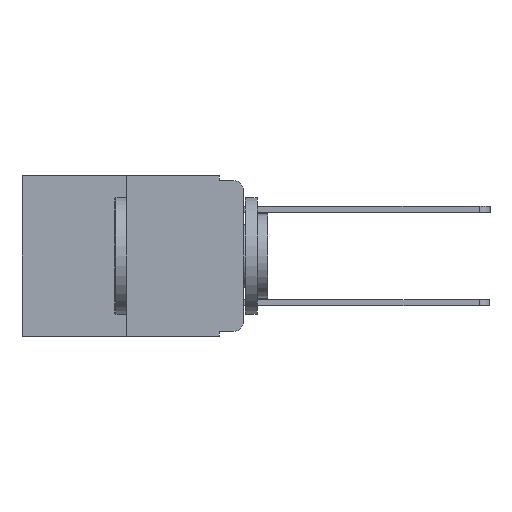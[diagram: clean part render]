
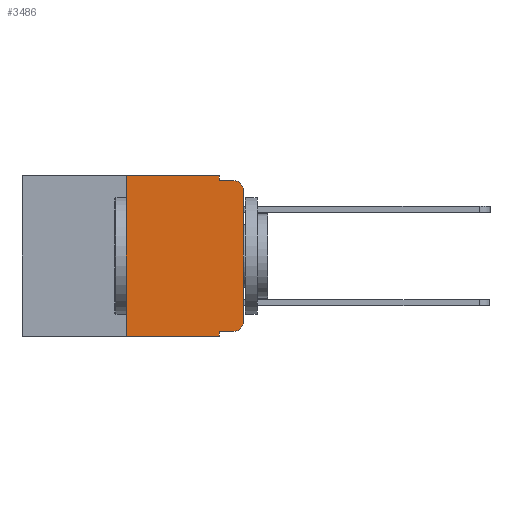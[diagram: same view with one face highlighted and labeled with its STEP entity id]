
A CAD part, left-side view. The second image highlights one B-rep face of the part: STEP entity #3486.
In plain terms, the highlighted planar face has unit normal (-1, 0, 0).
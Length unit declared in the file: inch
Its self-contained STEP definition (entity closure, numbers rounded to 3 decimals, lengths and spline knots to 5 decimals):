
#136 = ORIENTED_EDGE ( 'NONE', *, *, #4958, .T. ) ;
#301 = EDGE_LOOP ( 'NONE', ( #136, #4111, #5509, #7397, #1183, #1820, #4352, #4983, #2943, #1051 ) ) ;
#387 = EDGE_CURVE ( 'NONE', #5271, #7333, #7216, .T. ) ;
#540 = VERTEX_POINT ( 'NONE', #10989 ) ;
#607 = CIRCLE ( 'NONE', #12095, 0.02 ) ;
#1041 = EDGE_CURVE ( 'NONE', #540, #4906, #7339, .T. ) ;
#1051 = ORIENTED_EDGE ( 'NONE', *, *, #1806, .T. ) ;
#1103 = CARTESIAN_POINT ( 'NONE',  ( 0., 0.02, -0.333 ) ) ;
#1183 = ORIENTED_EDGE ( 'NONE', *, *, #12026, .F. ) ;
#1229 = DIRECTION ( 'NONE',  ( 0., 0., 1. ) ) ;
#1281 = DIRECTION ( 'NONE',  ( 0., -1., 0. ) ) ;
#1409 = VERTEX_POINT ( 'NONE', #6780 ) ;
#1791 = CARTESIAN_POINT ( 'NONE',  ( 0., 0.051, 0. ) ) ;
#1806 = EDGE_CURVE ( 'NONE', #7333, #4792, #4306, .T. ) ;
#1820 = ORIENTED_EDGE ( 'NONE', *, *, #3918, .F. ) ;
#1947 = EDGE_CURVE ( 'NONE', #2437, #1409, #12017, .T. ) ;
#2333 = DIRECTION ( 'NONE',  ( 0., 0., -1. ) ) ;
#2361 = DIRECTION ( 'NONE',  ( -1., 0., 0. ) ) ;
#2416 = CARTESIAN_POINT ( 'NONE',  ( 0., 0.02, -0.313 ) ) ;
#2437 = VERTEX_POINT ( 'NONE', #5439 ) ;
#2497 = DIRECTION ( 'NONE',  ( 0., 0., -1. ) ) ;
#2776 = DIRECTION ( 'NONE',  ( 0., 0., -1. ) ) ;
#2794 = CARTESIAN_POINT ( 'NONE',  ( 0., 0.051, -0.333 ) ) ;
#2943 = ORIENTED_EDGE ( 'NONE', *, *, #387, .T. ) ;
#3072 = CARTESIAN_POINT ( 'NONE',  ( 0., 0.473, 0. ) ) ;
#3256 = DIRECTION ( 'NONE',  ( 0., -1., 0. ) ) ;
#3276 = VECTOR ( 'NONE', #3256, 39.37008 ) ;
#3277 = VECTOR ( 'NONE', #5713, 39.37008 ) ;
#3326 = DIRECTION ( 'NONE',  ( 0., 0., -1. ) ) ;
#3364 = CARTESIAN_POINT ( 'NONE',  ( 0., 0.051, 0. ) ) ;
#3486 = ADVANCED_FACE ( 'NONE', ( #4115 ), #4657, .F. ) ;
#3792 = CARTESIAN_POINT ( 'NONE',  ( 0., 0.25, 0. ) ) ;
#3918 = EDGE_CURVE ( 'NONE', #540, #6038, #4406, .T. ) ;
#4111 = ORIENTED_EDGE ( 'NONE', *, *, #7541, .T. ) ;
#4115 = FACE_OUTER_BOUND ( 'NONE', #301, .T. ) ;
#4306 = CIRCLE ( 'NONE', #4830, 0.02 ) ;
#4339 = CARTESIAN_POINT ( 'NONE',  ( 0., 0.02, -0.03 ) ) ;
#4352 = ORIENTED_EDGE ( 'NONE', *, *, #1041, .T. ) ;
#4406 = LINE ( 'NONE', #7550, #8839 ) ;
#4478 = VECTOR ( 'NONE', #9802, 39.37008 ) ;
#4657 = PLANE ( 'NONE',  #7246 ) ;
#4750 = VECTOR ( 'NONE', #3326, 39.37008 ) ;
#4792 = VERTEX_POINT ( 'NONE', #6829 ) ;
#4830 = AXIS2_PLACEMENT_3D ( 'NONE', #2416, #2361, #2333 ) ;
#4906 = VERTEX_POINT ( 'NONE', #10953 ) ;
#4958 = EDGE_CURVE ( 'NONE', #4792, #6145, #6153, .T. ) ;
#4983 = ORIENTED_EDGE ( 'NONE', *, *, #7771, .F. ) ;
#5271 = VERTEX_POINT ( 'NONE', #11474 ) ;
#5312 = DIRECTION ( 'NONE',  ( 0., 0., -1. ) ) ;
#5316 = CARTESIAN_POINT ( 'NONE',  ( 0., 0.473, -0.343 ) ) ;
#5439 = CARTESIAN_POINT ( 'NONE',  ( 0., 0.051, 0. ) ) ;
#5509 = ORIENTED_EDGE ( 'NONE', *, *, #10362, .F. ) ;
#5644 = LINE ( 'NONE', #1791, #9960 ) ;
#5713 = DIRECTION ( 'NONE',  ( 0., 0., 1. ) ) ;
#6038 = VERTEX_POINT ( 'NONE', #3792 ) ;
#6081 = CARTESIAN_POINT ( 'NONE',  ( 0., 0., 0. ) ) ;
#6086 = VERTEX_POINT ( 'NONE', #9661 ) ;
#6145 = VERTEX_POINT ( 'NONE', #7334 ) ;
#6151 = LINE ( 'NONE', #9372, #3276 ) ;
#6153 = LINE ( 'NONE', #6081, #3277 ) ;
#6614 = LINE ( 'NONE', #7825, #11120 ) ;
#6780 = CARTESIAN_POINT ( 'NONE',  ( 0., 0.051, -0.01 ) ) ;
#6829 = CARTESIAN_POINT ( 'NONE',  ( 0., 0., -0.313 ) ) ;
#7216 = LINE ( 'NONE', #2794, #11656 ) ;
#7246 = AXIS2_PLACEMENT_3D ( 'NONE', #3072, #7929, #2497 ) ;
#7333 = VERTEX_POINT ( 'NONE', #1103 ) ;
#7334 = CARTESIAN_POINT ( 'NONE',  ( 0., 0., -0.03 ) ) ;
#7339 = LINE ( 'NONE', #5316, #4478 ) ;
#7397 = ORIENTED_EDGE ( 'NONE', *, *, #1947, .F. ) ;
#7541 = EDGE_CURVE ( 'NONE', #6145, #6086, #607, .T. ) ;
#7550 = CARTESIAN_POINT ( 'NONE',  ( 0., 0.25, 0. ) ) ;
#7771 = EDGE_CURVE ( 'NONE', #5271, #4906, #5644, .T. ) ;
#7825 = CARTESIAN_POINT ( 'NONE',  ( 0., 0.051, -0.01 ) ) ;
#7929 = DIRECTION ( 'NONE',  ( 1., 0., 0. ) ) ;
#8725 = DIRECTION ( 'NONE',  ( 0., -1., 0. ) ) ;
#8839 = VECTOR ( 'NONE', #1229, 39.37008 ) ;
#9372 = CARTESIAN_POINT ( 'NONE',  ( 0., 0.473, 0. ) ) ;
#9661 = CARTESIAN_POINT ( 'NONE',  ( 0., 0.02, -0.01 ) ) ;
#9802 = DIRECTION ( 'NONE',  ( 0., -1., 0. ) ) ;
#9960 = VECTOR ( 'NONE', #2776, 39.37008 ) ;
#10362 = EDGE_CURVE ( 'NONE', #1409, #6086, #6614, .T. ) ;
#10793 = DIRECTION ( 'NONE',  ( -1., 0., 0. ) ) ;
#10953 = CARTESIAN_POINT ( 'NONE',  ( 0., 0.051, -0.343 ) ) ;
#10989 = CARTESIAN_POINT ( 'NONE',  ( 0., 0.25, -0.343 ) ) ;
#11120 = VECTOR ( 'NONE', #8725, 39.37008 ) ;
#11474 = CARTESIAN_POINT ( 'NONE',  ( 0., 0.051, -0.333 ) ) ;
#11656 = VECTOR ( 'NONE', #1281, 39.37008 ) ;
#12017 = LINE ( 'NONE', #3364, #4750 ) ;
#12026 = EDGE_CURVE ( 'NONE', #6038, #2437, #6151, .T. ) ;
#12095 = AXIS2_PLACEMENT_3D ( 'NONE', #4339, #10793, #5312 ) ;
